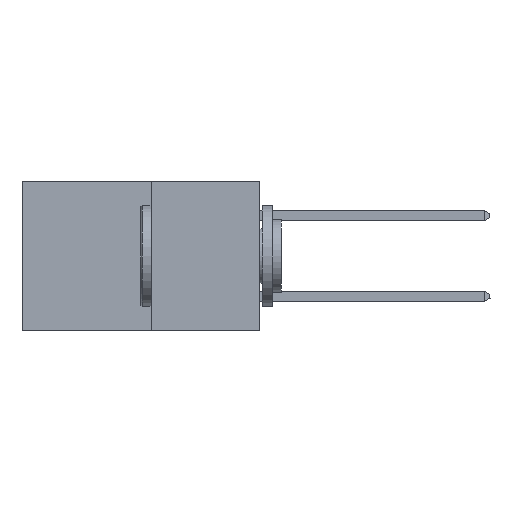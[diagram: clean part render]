
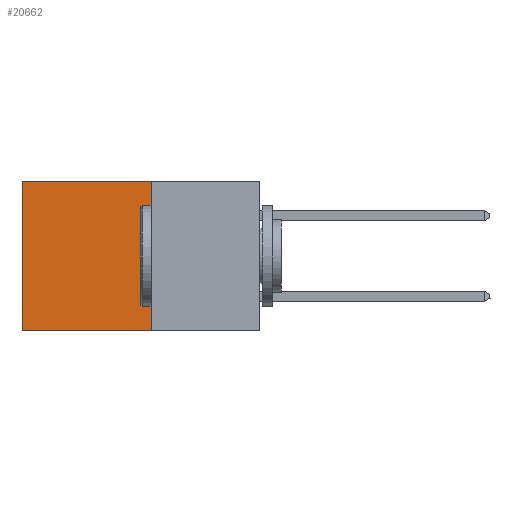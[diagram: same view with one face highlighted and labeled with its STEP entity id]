
A CAD part, left-side view. The second image highlights one B-rep face of the part: STEP entity #20662.
In plain terms, the highlighted planar face has unit normal (-1, 0, 0).
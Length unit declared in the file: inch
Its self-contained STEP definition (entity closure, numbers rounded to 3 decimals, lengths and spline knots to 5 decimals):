
#169 = LINE ( 'NONE', #11557, #17317 ) ;
#705 = DIRECTION ( 'NONE',  ( 0., 0., -1. ) ) ;
#731 = CARTESIAN_POINT ( 'NONE',  ( 0.277, 0.27, -0.37 ) ) ;
#1393 = CARTESIAN_POINT ( 'NONE',  ( 0.277, 0.59, -0.37 ) ) ;
#1739 = CARTESIAN_POINT ( 'NONE',  ( 0.277, 0.59, 0. ) ) ;
#1780 = DIRECTION ( 'NONE',  ( 1., 0., 0. ) ) ;
#2228 = VECTOR ( 'NONE', #13594, 39.37008 ) ;
#2347 = VERTEX_POINT ( 'NONE', #20082 ) ;
#2360 = CARTESIAN_POINT ( 'NONE',  ( 0.277, 0.59, -0.37 ) ) ;
#3588 = AXIS2_PLACEMENT_3D ( 'NONE', #5174, #1780, #13842 ) ;
#4124 = LINE ( 'NONE', #731, #17267 ) ;
#4163 = EDGE_LOOP ( 'NONE', ( #10981, #16527, #12368, #10873 ) ) ;
#4991 = CARTESIAN_POINT ( 'NONE',  ( 0.277, 0.27, -0.37 ) ) ;
#5174 = CARTESIAN_POINT ( 'NONE',  ( 0.277, 0.27, -0.37 ) ) ;
#6935 = PLANE ( 'NONE',  #3588 ) ;
#7372 = LINE ( 'NONE', #4991, #2228 ) ;
#7779 = EDGE_CURVE ( 'NONE', #19948, #9325, #19424, .T. ) ;
#9242 = EDGE_CURVE ( 'NONE', #2347, #19948, #169, .T. ) ;
#9325 = VERTEX_POINT ( 'NONE', #1393 ) ;
#10515 = VECTOR ( 'NONE', #705, 39.37008 ) ;
#10873 = ORIENTED_EDGE ( 'NONE', *, *, #9242, .T. ) ;
#10981 = ORIENTED_EDGE ( 'NONE', *, *, #7779, .T. ) ;
#11557 = CARTESIAN_POINT ( 'NONE',  ( 0.277, 0.27, 0. ) ) ;
#12368 = ORIENTED_EDGE ( 'NONE', *, *, #17275, .F. ) ;
#12821 = DIRECTION ( 'NONE',  ( 0., 0., -1. ) ) ;
#13506 = VERTEX_POINT ( 'NONE', #15434 ) ;
#13594 = DIRECTION ( 'NONE',  ( 0., 1., 0. ) ) ;
#13842 = DIRECTION ( 'NONE',  ( 0., 0., -1. ) ) ;
#15434 = CARTESIAN_POINT ( 'NONE',  ( 0.277, 0.27, -0.37 ) ) ;
#16527 = ORIENTED_EDGE ( 'NONE', *, *, #17586, .F. ) ;
#17267 = VECTOR ( 'NONE', #12821, 39.37008 ) ;
#17275 = EDGE_CURVE ( 'NONE', #2347, #13506, #4124, .T. ) ;
#17317 = VECTOR ( 'NONE', #21496, 39.37008 ) ;
#17586 = EDGE_CURVE ( 'NONE', #13506, #9325, #7372, .T. ) ;
#18961 = FACE_OUTER_BOUND ( 'NONE', #4163, .T. ) ;
#19424 = LINE ( 'NONE', #2360, #10515 ) ;
#19948 = VERTEX_POINT ( 'NONE', #1739 ) ;
#20082 = CARTESIAN_POINT ( 'NONE',  ( 0.277, 0.27, 0. ) ) ;
#20662 = ADVANCED_FACE ( 'NONE', ( #18961 ), #6935, .F. ) ;
#21496 = DIRECTION ( 'NONE',  ( 0., 1., 0. ) ) ;
